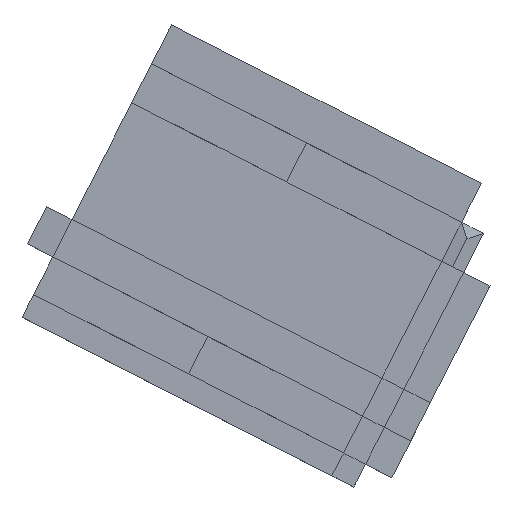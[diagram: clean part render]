
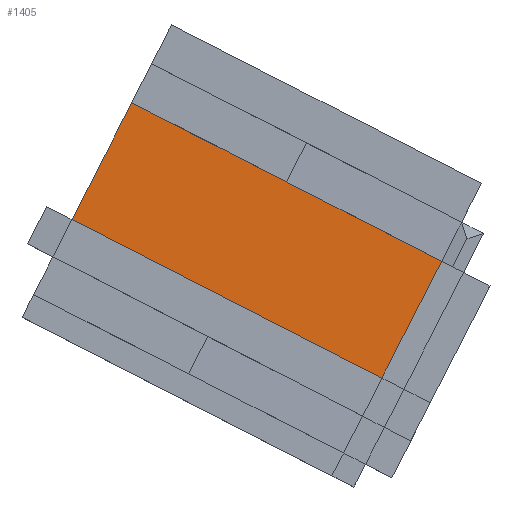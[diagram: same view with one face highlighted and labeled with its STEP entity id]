
A CAD part, top view. The second image highlights one B-rep face of the part: STEP entity #1405.
In plain terms, the highlighted planar face has unit normal (0.011, -0.005, 1).
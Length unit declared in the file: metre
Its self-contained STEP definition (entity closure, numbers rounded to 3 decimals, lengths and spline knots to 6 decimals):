
#86 = CARTESIAN_POINT ( 'NONE', ( 392486.839312, 5818695.478435, 40.358913 ) ) ;
#87 = VERTEX_POINT ( 'NONE', #86 ) ;
#442 = CARTESIAN_POINT ( 'NONE', ( 392435.160125, 5818701.302595, 40.94468 ) ) ;
#443 = VERTEX_POINT ( 'NONE', #442 ) ;
#444 = CARTESIAN_POINT ( 'NONE', ( 392443.512447, 5818717.636575, 40.94468 ) ) ;
#445 = VERTEX_POINT ( 'NONE', #444 ) ;
#453 = EDGE_CURVE ( 'NONE', #443, #445, #454, .T. ) ;
#454 = LINE ( 'NONE', #455, #456 ) ;
#455 = CARTESIAN_POINT ( 'NONE', ( 392435.160125, 5818701.302595, 40.94468 ) ) ;
#456 = VECTOR ( 'NONE', #457, 18.345577 ) ;
#457 = DIRECTION ( 'NONE', ( 0.455, 0.89, 0.0 ) ) ;
#1382 = CARTESIAN_POINT ( 'NONE', ( 392478.485446, 5818679.145247, 40.358913 ) ) ;
#1383 = VERTEX_POINT ( 'NONE', #1382 ) ;
#1384 = EDGE_CURVE ( 'NONE', #1383, #87, #1385, .T. ) ;
#1385 = LINE ( 'NONE', #1386, #1387 ) ;
#1386 = CARTESIAN_POINT ( 'NONE', ( 392478.485446, 5818679.145247, 40.358913 ) ) ;
#1387 = VECTOR ( 'NONE', #1388, 18.345575 ) ;
#1388 = DIRECTION ( 'NONE', ( 0.455, 0.89, 0.0 ) ) ;
#1389 = EDGE_CURVE ( 'NONE', #87, #445, #1390, .T. ) ;
#1390 = LINE ( 'NONE', #1391, #1392 ) ;
#1391 = CARTESIAN_POINT ( 'NONE', ( 392486.839312, 5818695.478435, 40.358913 ) ) ;
#1392 = VECTOR ( 'NONE', #1393, 48.667684 ) ;
#1393 = DIRECTION ( 'NONE', ( -0.89, 0.455, 0.012 ) ) ;
#1394 = EDGE_CURVE ( 'NONE', #443, #1383, #1395, .T. ) ;
#1395 = LINE ( 'NONE', #1396, #1397 ) ;
#1396 = CARTESIAN_POINT ( 'NONE', ( 392435.160125, 5818701.302595, 40.94468 ) ) ;
#1397 = VECTOR ( 'NONE', #1398, 48.66595 ) ;
#1398 = DIRECTION ( 'NONE', ( 0.89, -0.455, -0.012 ) ) ;
#1399 = ORIENTED_EDGE ( 'NONE', *, *, #1384, .T. ) ;
#1400 = ORIENTED_EDGE ( 'NONE', *, *, #1389, .T. ) ;
#1401 = ORIENTED_EDGE ( 'NONE', *, *, #453, .F. ) ;
#1402 = ORIENTED_EDGE ( 'NONE', *, *, #1394, .T. ) ;
#1403 = EDGE_LOOP ( 'NONE', ( #1399, #1400, #1401, #1402 ) ) ;
#1404 = FACE_OUTER_BOUND ( 'convertGmlPolygon_54', #1403, .T. ) ;
#1405 = ADVANCED_FACE ( 'GEOM_844632', ( #1404 ), #1406, .T. ) ;
#1406 = PLANE ( 'NONE', #1407 ) ;
#1407 = AXIS2_PLACEMENT_3D ( 'NONE', #1408, #1409, #1410 ) ;
#1408 = CARTESIAN_POINT ( 'stepPlaneLocation_StepFactory', ( 392460.999332, 5818698.390713, 40.651797 ) ) ;
#1409 = DIRECTION ( 'NONE', ( 0.011, -0.005, 1. ) ) ;
#1410 = DIRECTION ( 'NONE', ( -0.89, 0.455, 0.012 ) ) ;
